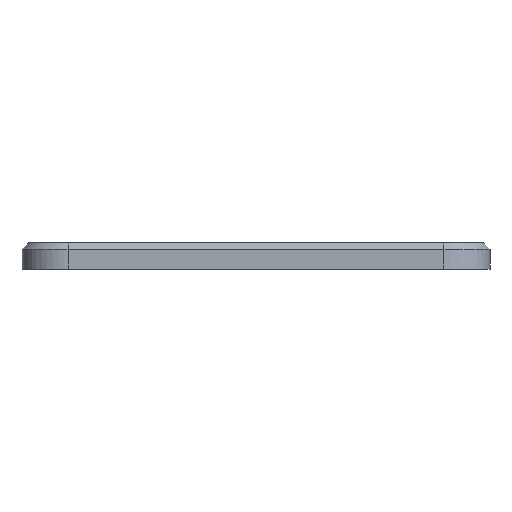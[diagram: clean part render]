
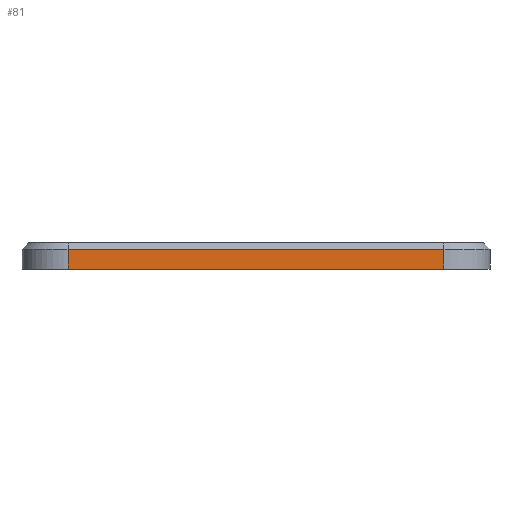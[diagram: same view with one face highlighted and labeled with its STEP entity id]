
A CAD part, left-side view. The second image highlights one B-rep face of the part: STEP entity #81.
In plain terms, the highlighted planar face has unit normal (-1, 0, 0).
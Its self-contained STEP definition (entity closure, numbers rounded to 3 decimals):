
#81=ADVANCED_FACE('',(#198),#1786,.T.);
#198=FACE_OUTER_BOUND('',#326,.T.);
#326=EDGE_LOOP('',(#675,#676,#677,#678));
#675=ORIENTED_EDGE('',*,*,#1110,.F.);
#676=ORIENTED_EDGE('',*,*,#1078,.T.);
#677=ORIENTED_EDGE('',*,*,#1112,.T.);
#678=ORIENTED_EDGE('',*,*,#1113,.F.);
#1078=EDGE_CURVE('',#1607,#1608,#1241,.T.);
#1110=EDGE_CURVE('',#1607,#1638,#1422,.T.);
#1112=EDGE_CURVE('',#1608,#1639,#1423,.T.);
#1113=EDGE_CURVE('',#1638,#1639,#1424,.T.);
#1241=(
BOUNDED_CURVE()
B_SPLINE_CURVE(3,(#2709,#2710,#2711,#2712),.UNSPECIFIED.,.F.,.F.)
B_SPLINE_CURVE_WITH_KNOTS((4,4),(-939.539,-882.389),
 .UNSPECIFIED.)
CURVE()
GEOMETRIC_REPRESENTATION_ITEM()
RATIONAL_B_SPLINE_CURVE((1.,1.,1.,1.))
REPRESENTATION_ITEM('')
);
#1422=B_SPLINE_CURVE_WITH_KNOTS('',1,(#2835,#2836),.UNSPECIFIED.,.F.,.F.,
(2,2),(0.,2.),.UNSPECIFIED.);
#1423=B_SPLINE_CURVE_WITH_KNOTS('',1,(#2840,#2841),.UNSPECIFIED.,.F.,.F.,
(2,2),(0.,2.),.UNSPECIFIED.);
#1424=B_SPLINE_CURVE_WITH_KNOTS('',1,(#2842,#2843),.UNSPECIFIED.,.F.,.F.,
(2,2),(0.,57.15),.UNSPECIFIED.);
#1607=VERTEX_POINT('',#2368);
#1608=VERTEX_POINT('',#2369);
#1638=VERTEX_POINT('',#2399);
#1639=VERTEX_POINT('',#2400);
#1786=PLANE('',#1891);
#1891=AXIS2_PLACEMENT_3D('',#2089,#1990,$);
#1990=DIRECTION('',(-1.,0.,0.));
#2089=CARTESIAN_POINT('',(-64.15,28.325,3.209));
#2368=CARTESIAN_POINT('',(-64.15,28.325,3.209));
#2369=CARTESIAN_POINT('',(-64.15,-28.825,3.209));
#2399=CARTESIAN_POINT('',(-64.15,28.325,6.21));
#2400=CARTESIAN_POINT('',(-64.15,-28.825,6.21));
#2709=CARTESIAN_POINT('',(-64.15,28.325,3.209));
#2710=CARTESIAN_POINT('',(-64.15,9.275,3.209));
#2711=CARTESIAN_POINT('',(-64.15,-9.775,3.209));
#2712=CARTESIAN_POINT('',(-64.15,-28.825,3.209));
#2835=CARTESIAN_POINT('',(-64.15,28.325,3.209));
#2836=CARTESIAN_POINT('',(-64.15,28.325,6.21));
#2840=CARTESIAN_POINT('',(-64.15,-28.825,3.209));
#2841=CARTESIAN_POINT('',(-64.15,-28.825,6.21));
#2842=CARTESIAN_POINT('',(-64.15,28.325,6.21));
#2843=CARTESIAN_POINT('',(-64.15,-28.825,6.21));
